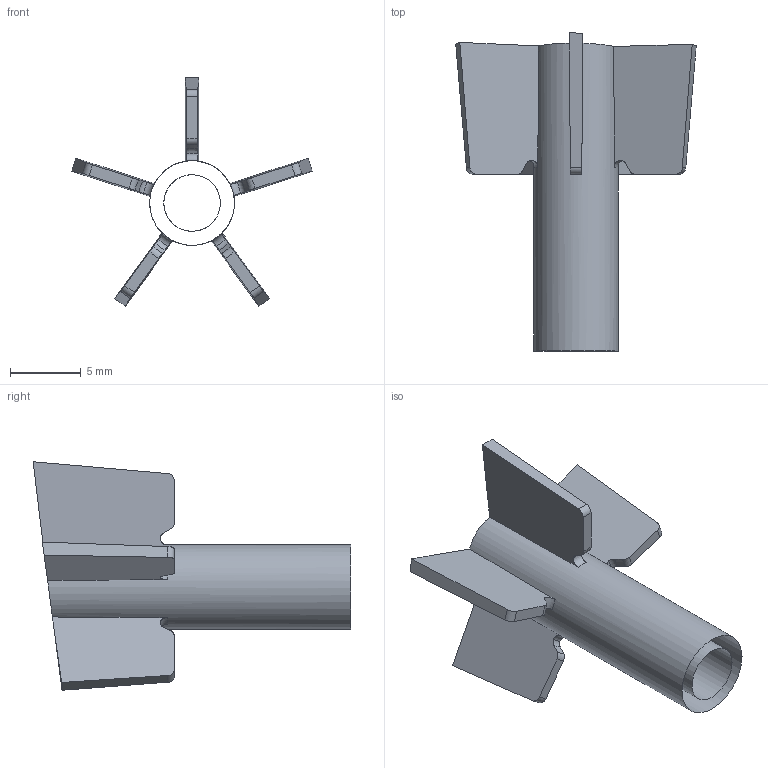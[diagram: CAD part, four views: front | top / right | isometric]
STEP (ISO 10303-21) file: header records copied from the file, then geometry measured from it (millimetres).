
FILE_DESCRIPTION(('Open CASCADE Model'),'2;1');
FILE_NAME('Open CASCADE Shape Model','2025-10-21T21:37:34',('Author'),( 'Open CASCADE'),'Open CASCADE STEP processor 7.7','Open CASCADE 7.7' ,'Unknown');
FILE_SCHEMA(('AUTOMOTIVE_DESIGN { 1 0 10303 214 1 1 1 1 }'));
Length unit declared in the file: millimetre
Products named in the file (48): Open CASCADE STEP translator 7.7 25; Open CASCADE STEP translator 7.7 25.1; Open CASCADE STEP translator 7.7 25.2; Open CASCADE STEP translator 7.7 25.3; Open CASCADE STEP translator 7.7 25.4; Open CASCADE STEP translator 7.7 25.5; Open CASCADE STEP translator 7.7 25.6; Open CASCADE STEP translator 7.7 25.7; Open CASCADE STEP translator 7.7 25.8; Open CASCADE STEP translator 7.7 25.9; Open CASCADE STEP translator 7.7 25.10; Open CASCADE STEP translator 7.7 25.11; Open CASCADE STEP translator 7.7 25.12; Open CASCADE STEP translator 7.7 25.13; Open CASCADE STEP translator 7.7 25.14; Open CASCADE STEP translator 7.7 25.15; Open CASCADE STEP translator 7.7 25.16; Open CASCADE STEP translator 7.7 25.17; Open CASCADE STEP translator 7.7 25.18; Open CASCADE STEP translator 7.7 25.19; Open CASCADE STEP translator 7.7 25.20; Open CASCADE STEP translator 7.7 25.21; Open CASCADE STEP translator 7.7 25.22; Open CASCADE STEP translator 7.7 25.23; Open CASCADE STEP translator 7.7 25.24; Open CASCADE STEP translator 7.7 25.25; Open CASCADE STEP translator 7.7 25.26; Open CASCADE STEP translator 7.7 25.27; Open CASCADE STEP translator 7.7 25.28; Open CASCADE STEP translator 7.7 25.29; Open CASCADE STEP translator 7.7 25.30; Open CASCADE STEP translator 7.7 25.31; Open CASCADE STEP translator 7.7 25.32; Open CASCADE STEP translator 7.7 25.33; Open CASCADE STEP translator 7.7 25.34; Open CASCADE STEP translator 7.7 25.35; Open CASCADE STEP translator 7.7 25.36; Open CASCADE STEP translator 7.7 25.37; Open CASCADE STEP translator 7.7 25.38; Open CASCADE STEP translator 7.7 25.39 ...
Assembly tree (47 placements, depth 2):
  Open CASCADE STEP translator 7.7 25
    Open CASCADE STEP translator 7.7 25.1
    Open CASCADE STEP translator 7.7 25.2
    Open CASCADE STEP translator 7.7 25.3
    Open CASCADE STEP translator 7.7 25.4
    Open CASCADE STEP translator 7.7 25.5
    Open CASCADE STEP translator 7.7 25.6
    Open CASCADE STEP translator 7.7 25.7
    Open CASCADE STEP translator 7.7 25.8
    Open CASCADE STEP translator 7.7 25.9
    Open CASCADE STEP translator 7.7 25.10
    Open CASCADE STEP translator 7.7 25.11
    Open CASCADE STEP translator 7.7 25.12
    Open CASCADE STEP translator 7.7 25.13
    Open CASCADE STEP translator 7.7 25.14
    Open CASCADE STEP translator 7.7 25.15
    Open CASCADE STEP translator 7.7 25.16
    Open CASCADE STEP translator 7.7 25.17
    Open CASCADE STEP translator 7.7 25.18
    Open CASCADE STEP translator 7.7 25.19
    Open CASCADE STEP translator 7.7 25.20
    Open CASCADE STEP translator 7.7 25.21
    Open CASCADE STEP translator 7.7 25.22
    Open CASCADE STEP translator 7.7 25.23
    Open CASCADE STEP translator 7.7 25.24
    Open CASCADE STEP translator 7.7 25.25
    Open CASCADE STEP translator 7.7 25.26
    Open CASCADE STEP translator 7.7 25.27
    Open CASCADE STEP translator 7.7 25.28
    Open CASCADE STEP translator 7.7 25.29
    Open CASCADE STEP translator 7.7 25.30
    Open CASCADE STEP translator 7.7 25.31
    Open CASCADE STEP translator 7.7 25.32
    Open CASCADE STEP translator 7.7 25.33
    Open CASCADE STEP translator 7.7 25.34
    Open CASCADE STEP translator 7.7 25.35
    Open CASCADE STEP translator 7.7 25.36
    Open CASCADE STEP translator 7.7 25.37
    Open CASCADE STEP translator 7.7 25.38
    Open CASCADE STEP translator 7.7 25.39
    Open CASCADE STEP translator 7.7 25.40
    Open CASCADE STEP translator 7.7 25.41
    Open CASCADE STEP translator 7.7 25.42
    Open CASCADE STEP translator 7.7 25.43
    Open CASCADE STEP translator 7.7 25.44
    Open CASCADE STEP translator 7.7 25.45
    Open CASCADE STEP translator 7.7 25.46
    Open CASCADE STEP translator 7.7 25.47
Bounding box: 17.01 x 22.49 x 16.16 mm (x, y, z)
Surface area: 1166.7 mm2 (no closed solid volume)
Topology: 0 solids, 47 shells, 47 faces, 257 edges, 255 vertices
Faces by surface type: plane 20, torus 15, cylinder 7, cone 5
Full cylindrical faces by diameter (mm): 4 x1, 6 x1
Entity records: 6547 total; most frequent: CARTESIAN_POINT 2600, DIRECTION 566, ORIENTED_EDGE 259, PCURVE 259, DEFINITIONAL_REPRESENTATION 259, EDGE_CURVE 257, VERTEX_POINT 255, SURFACE_CURVE 255
